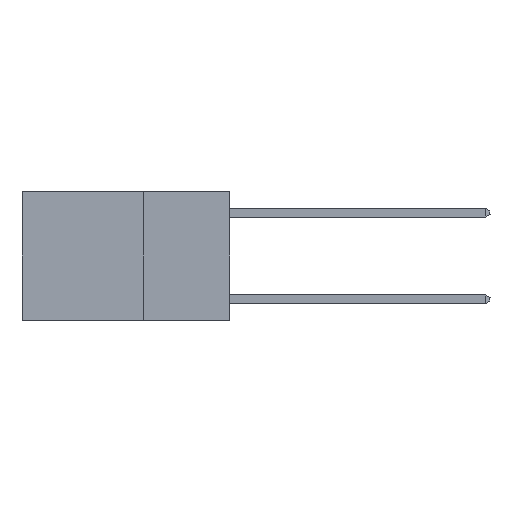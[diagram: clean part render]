
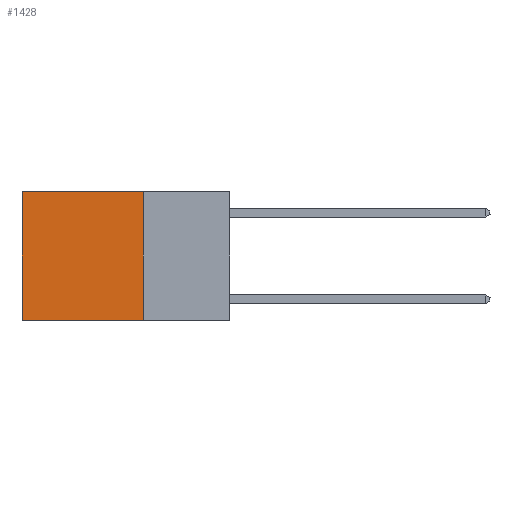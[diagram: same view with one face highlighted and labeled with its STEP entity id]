
A CAD part, left-side view. The second image highlights one B-rep face of the part: STEP entity #1428.
In plain terms, the highlighted planar face has unit normal (-1, 0, 0).
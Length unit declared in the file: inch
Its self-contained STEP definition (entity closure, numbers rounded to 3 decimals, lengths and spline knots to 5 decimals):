
#223 = PLANE ( 'NONE',  #521 ) ;
#521 = AXIS2_PLACEMENT_3D ( 'NONE', #12732, #3787, #11502 ) ;
#670 = VECTOR ( 'NONE', #6745, 39.37008 ) ;
#737 = CARTESIAN_POINT ( 'NONE',  ( 0.2625, 0.25, -0.37 ) ) ;
#1324 = EDGE_LOOP ( 'NONE', ( #9462, #4143, #4457, #10969 ) ) ;
#1428 = ADVANCED_FACE ( 'NONE', ( #12492 ), #223, .F. ) ;
#1624 = CARTESIAN_POINT ( 'NONE',  ( 0.2625, 0.25, -0.37 ) ) ;
#1706 = VECTOR ( 'NONE', #11977, 39.37008 ) ;
#1913 = CARTESIAN_POINT ( 'NONE',  ( 0.2625, 0.25, 0. ) ) ;
#2153 = LINE ( 'NONE', #7034, #8777 ) ;
#2514 = VERTEX_POINT ( 'NONE', #4550 ) ;
#2937 = LINE ( 'NONE', #11668, #1706 ) ;
#3104 = LINE ( 'NONE', #7896, #670 ) ;
#3574 = CARTESIAN_POINT ( 'NONE',  ( 0.2625, 0.6, -0.37 ) ) ;
#3787 = DIRECTION ( 'NONE',  ( 1., 0., 0. ) ) ;
#4143 = ORIENTED_EDGE ( 'NONE', *, *, #13840, .F. ) ;
#4457 = ORIENTED_EDGE ( 'NONE', *, *, #8201, .F. ) ;
#4534 = DIRECTION ( 'NONE',  ( 0., 1., 0. ) ) ;
#4550 = CARTESIAN_POINT ( 'NONE',  ( 0.2625, 0.6, 0. ) ) ;
#4627 = LINE ( 'NONE', #737, #11124 ) ;
#5725 = VERTEX_POINT ( 'NONE', #1624 ) ;
#6716 = EDGE_CURVE ( 'NONE', #2514, #10527, #2153, .T. ) ;
#6745 = DIRECTION ( 'NONE',  ( 0., 0., -1. ) ) ;
#7034 = CARTESIAN_POINT ( 'NONE',  ( 0.2625, 0.6, 0. ) ) ;
#7896 = CARTESIAN_POINT ( 'NONE',  ( 0.2625, 0.25, 0. ) ) ;
#8201 = EDGE_CURVE ( 'NONE', #8857, #5725, #3104, .T. ) ;
#8215 = EDGE_CURVE ( 'NONE', #8857, #2514, #2937, .T. ) ;
#8777 = VECTOR ( 'NONE', #13484, 39.37008 ) ;
#8857 = VERTEX_POINT ( 'NONE', #1913 ) ;
#9462 = ORIENTED_EDGE ( 'NONE', *, *, #6716, .T. ) ;
#10527 = VERTEX_POINT ( 'NONE', #3574 ) ;
#10969 = ORIENTED_EDGE ( 'NONE', *, *, #8215, .T. ) ;
#11124 = VECTOR ( 'NONE', #4534, 39.37008 ) ;
#11502 = DIRECTION ( 'NONE',  ( 0., 0., -1. ) ) ;
#11668 = CARTESIAN_POINT ( 'NONE',  ( 0.2625, 0.25, 0. ) ) ;
#11977 = DIRECTION ( 'NONE',  ( 0., 1., 0. ) ) ;
#12492 = FACE_OUTER_BOUND ( 'NONE', #1324, .T. ) ;
#12732 = CARTESIAN_POINT ( 'NONE',  ( 0.2625, 0.25, 0. ) ) ;
#13484 = DIRECTION ( 'NONE',  ( 0., 0., -1. ) ) ;
#13840 = EDGE_CURVE ( 'NONE', #5725, #10527, #4627, .T. ) ;
